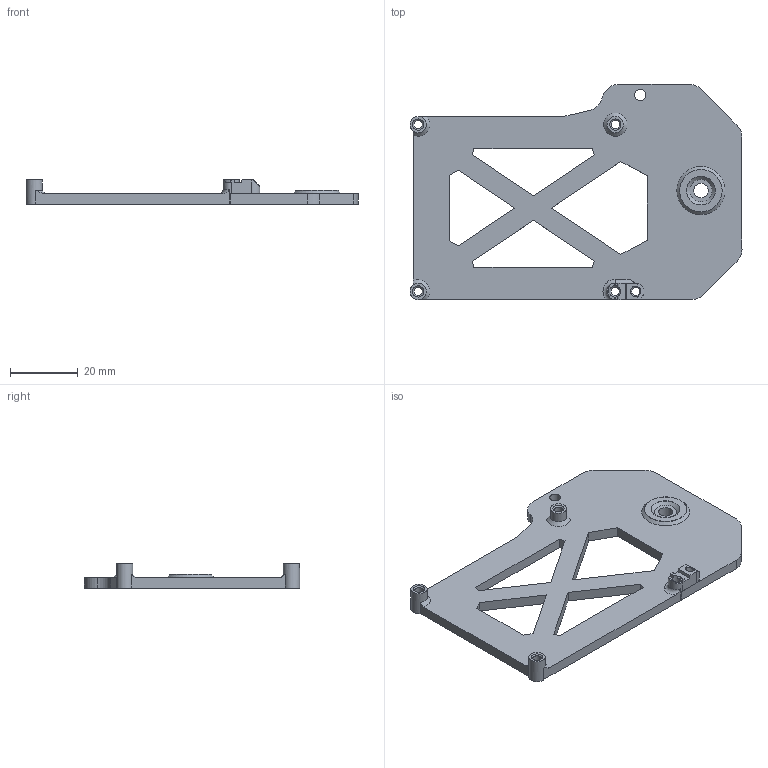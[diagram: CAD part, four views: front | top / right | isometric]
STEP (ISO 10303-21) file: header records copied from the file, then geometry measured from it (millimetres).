
FILE_DESCRIPTION(/* description */ (''),/* implementation_level */ '2;1');
FILE_NAME(/* name */ 'RPI 90Deg Mount.step',/* time_stamp */ '2025-08-11T22:39:51Z',/* author */ (''),/* organization */ (''),/* preprocessor_version */ 'ST-DEVELOPER v20.1',/* originating_system */ 'Autodesk Translation Framework v14.10.0.0',/* authorisation */ '');
FILE_SCHEMA (('AUTOMOTIVE_DESIGN { 1 0 10303 214 3 1 1 }'));
Length unit declared in the file: millimetre
Products named in the file (1): (Unsaved)
Bounding box: 97.72 x 63.35 x 7.14 mm (x, y, z)
Volume: 13046.9 mm3; surface area: 10793.2 mm2
Topology: 1 solids, 1 shells, 93 faces, 267 edges, 177 vertices
Faces by surface type: plane 57, cylinder 21, cone 13, torus 1, bspline 1
Full cylindrical faces by diameter (mm): 2.5 x5, 3.3 x1, 4.3 x1, 4.8 x3, 8.425 x1, 12.484 x1
Entity records: 3300 total; most frequent: CARTESIAN_POINT 752, ORIENTED_EDGE 534, DIRECTION 516, EDGE_CURVE 267, AXIS2_PLACEMENT_3D 179, VERTEX_POINT 177, LINE 158, VECTOR 158
